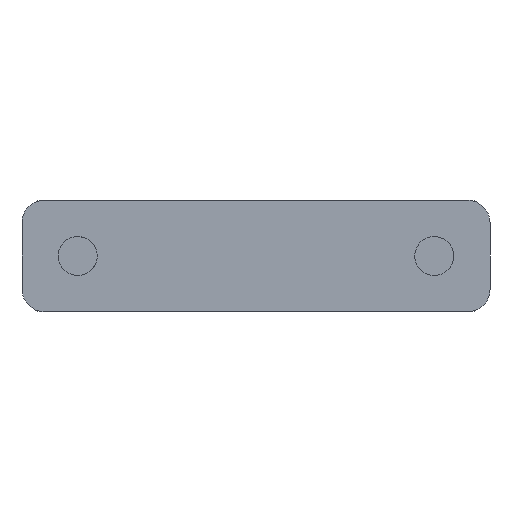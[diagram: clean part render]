
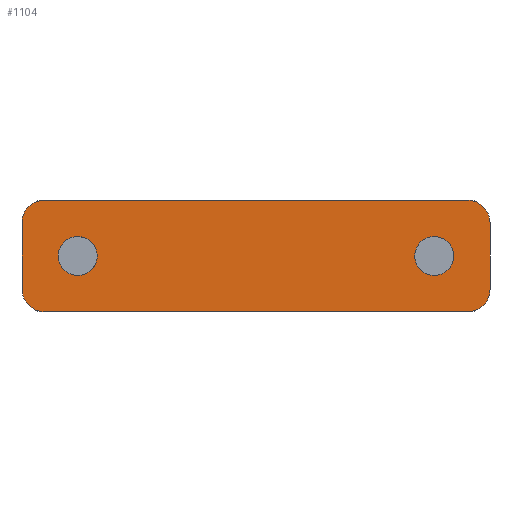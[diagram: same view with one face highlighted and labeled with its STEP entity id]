
A CAD part, front view. The second image highlights one B-rep face of the part: STEP entity #1104.
In plain terms, the highlighted free-form (B-spline) face has degree [1, 1] with [2, 2] control points.
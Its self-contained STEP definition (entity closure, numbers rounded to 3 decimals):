
#391=CARTESIAN_POINT('',(14.253,-32.096,0.107));
#392=VERTEX_POINT('',#391);
#398=CARTESIAN_POINT('',(16.0,-32.096,1.75));
#399=VERTEX_POINT('',#398);
#400=CARTESIAN_POINT('',(16.0,-32.096,1.75));
#401=CARTESIAN_POINT('',(14.354,-32.096,1.75));
#402=CARTESIAN_POINT('',(14.253,-32.096,0.107));
#410=(BOUNDED_CURVE()B_SPLINE_CURVE(2,(#400,#401,#402),.UNSPECIFIED.,.F.,.U.)B_SPLINE_CURVE_WITH_KNOTS((3,3),(0.5,0.739),.UNSPECIFIED.)CURVE()GEOMETRIC_REPRESENTATION_ITEM()RATIONAL_B_SPLINE_CURVE((1.0,0.72,0.976))REPRESENTATION_ITEM(''));
#411=EDGE_CURVE('',#399,#392,#410,.T.);
#413=CARTESIAN_POINT('',(16.615,-32.096,1.638));
#414=VERTEX_POINT('',#413);
#415=CARTESIAN_POINT('',(16.615,-32.096,1.638));
#416=CARTESIAN_POINT('',(16.318,-32.096,1.75));
#417=CARTESIAN_POINT('',(16.0,-32.096,1.75));
#425=(BOUNDED_CURVE()B_SPLINE_CURVE(2,(#415,#416,#417),.UNSPECIFIED.,.F.,.U.)B_SPLINE_CURVE_WITH_KNOTS((3,3),(0.44,0.5),.UNSPECIFIED.)CURVE()GEOMETRIC_REPRESENTATION_ITEM()RATIONAL_B_SPLINE_CURVE((0.893,0.93,1.0))REPRESENTATION_ITEM(''));
#426=EDGE_CURVE('',#414,#399,#425,.T.);
#476=CARTESIAN_POINT('',(16.0,-32.096,-1.75));
#477=VERTEX_POINT('',#476);
#478=CARTESIAN_POINT('',(16.0,-32.096,-1.75));
#479=CARTESIAN_POINT('',(17.75,-32.096,-1.75));
#480=CARTESIAN_POINT('',(17.75,-32.096,0.));
#481=CARTESIAN_POINT('',(17.75,-32.096,1.212));
#482=CARTESIAN_POINT('',(16.615,-32.096,1.638));
#490=(BOUNDED_CURVE()B_SPLINE_CURVE(2,(#478,#479,#480,#481,#482),.UNSPECIFIED.,.F.,.U.)B_SPLINE_CURVE_WITH_KNOTS((3,2,3),(0.0,0.25,0.44),.UNSPECIFIED.)CURVE()GEOMETRIC_REPRESENTATION_ITEM()RATIONAL_B_SPLINE_CURVE((1.0,0.707,1.0,0.777,0.893))REPRESENTATION_ITEM(''));
#491=EDGE_CURVE('',#477,#414,#490,.T.);
#493=CARTESIAN_POINT('',(14.253,-32.096,0.107));
#494=CARTESIAN_POINT('',(14.25,-32.096,0.053));
#495=CARTESIAN_POINT('',(14.25,-32.096,0.));
#496=CARTESIAN_POINT('',(14.25,-32.096,-1.75));
#497=CARTESIAN_POINT('',(16.0,-32.096,-1.75));
#505=(BOUNDED_CURVE()B_SPLINE_CURVE(2,(#493,#494,#495,#496,#497),.UNSPECIFIED.,.F.,.U.)B_SPLINE_CURVE_WITH_KNOTS((3,2,3),(0.739,0.75,1.0),.UNSPECIFIED.)CURVE()GEOMETRIC_REPRESENTATION_ITEM()RATIONAL_B_SPLINE_CURVE((0.976,0.988,1.0,0.707,1.0))REPRESENTATION_ITEM(''));
#506=EDGE_CURVE('',#392,#477,#505,.T.);
#719=CARTESIAN_POINT('',(-17.747,-32.096,0.107));
#720=VERTEX_POINT('',#719);
#726=CARTESIAN_POINT('',(-16.0,-32.096,1.75));
#727=VERTEX_POINT('',#726);
#728=CARTESIAN_POINT('',(-16.0,-32.096,1.75));
#729=CARTESIAN_POINT('',(-17.646,-32.096,1.75));
#730=CARTESIAN_POINT('',(-17.747,-32.096,0.107));
#738=(BOUNDED_CURVE()B_SPLINE_CURVE(2,(#728,#729,#730),.UNSPECIFIED.,.F.,.U.)B_SPLINE_CURVE_WITH_KNOTS((3,3),(0.5,0.739),.UNSPECIFIED.)CURVE()GEOMETRIC_REPRESENTATION_ITEM()RATIONAL_B_SPLINE_CURVE((1.0,0.72,0.976))REPRESENTATION_ITEM(''));
#739=EDGE_CURVE('',#727,#720,#738,.T.);
#741=CARTESIAN_POINT('',(-15.385,-32.096,1.638));
#742=VERTEX_POINT('',#741);
#743=CARTESIAN_POINT('',(-15.385,-32.096,1.638));
#744=CARTESIAN_POINT('',(-15.682,-32.096,1.75));
#745=CARTESIAN_POINT('',(-16.0,-32.096,1.75));
#753=(BOUNDED_CURVE()B_SPLINE_CURVE(2,(#743,#744,#745),.UNSPECIFIED.,.F.,.U.)B_SPLINE_CURVE_WITH_KNOTS((3,3),(0.44,0.5),.UNSPECIFIED.)CURVE()GEOMETRIC_REPRESENTATION_ITEM()RATIONAL_B_SPLINE_CURVE((0.893,0.93,1.0))REPRESENTATION_ITEM(''));
#754=EDGE_CURVE('',#742,#727,#753,.T.);
#804=CARTESIAN_POINT('',(-16.0,-32.096,-1.75));
#805=VERTEX_POINT('',#804);
#806=CARTESIAN_POINT('',(-16.0,-32.096,-1.75));
#807=CARTESIAN_POINT('',(-14.25,-32.096,-1.75));
#808=CARTESIAN_POINT('',(-14.25,-32.096,0.));
#809=CARTESIAN_POINT('',(-14.25,-32.096,1.212));
#810=CARTESIAN_POINT('',(-15.385,-32.096,1.638));
#818=(BOUNDED_CURVE()B_SPLINE_CURVE(2,(#806,#807,#808,#809,#810),.UNSPECIFIED.,.F.,.U.)B_SPLINE_CURVE_WITH_KNOTS((3,2,3),(0.0,0.25,0.44),.UNSPECIFIED.)CURVE()GEOMETRIC_REPRESENTATION_ITEM()RATIONAL_B_SPLINE_CURVE((1.0,0.707,1.0,0.777,0.893))REPRESENTATION_ITEM(''));
#819=EDGE_CURVE('',#805,#742,#818,.T.);
#821=CARTESIAN_POINT('',(-17.747,-32.096,0.107));
#822=CARTESIAN_POINT('',(-17.75,-32.096,0.053));
#823=CARTESIAN_POINT('',(-17.75,-32.096,0.));
#824=CARTESIAN_POINT('',(-17.75,-32.096,-1.75));
#825=CARTESIAN_POINT('',(-16.0,-32.096,-1.75));
#833=(BOUNDED_CURVE()B_SPLINE_CURVE(2,(#821,#822,#823,#824,#825),.UNSPECIFIED.,.F.,.U.)B_SPLINE_CURVE_WITH_KNOTS((3,2,3),(0.739,0.75,1.0),.UNSPECIFIED.)CURVE()GEOMETRIC_REPRESENTATION_ITEM()RATIONAL_B_SPLINE_CURVE((0.976,0.988,1.0,0.707,1.0))REPRESENTATION_ITEM(''));
#834=EDGE_CURVE('',#720,#805,#833,.T.);
#997=CARTESIAN_POINT('',(-23.098,-32.096,5.499));
#998=CARTESIAN_POINT('',(23.098,-32.096,5.499));
#999=CARTESIAN_POINT('',(-23.098,-32.096,-5.5));
#1000=CARTESIAN_POINT('',(23.098,-32.096,-5.5));
#1001=B_SPLINE_SURFACE_WITH_KNOTS('',1,1,((#997,#999),(#998,#1000)),.UNSPECIFIED.,.F.,.F.,.U.,(2,2),(2,2),(0.0,46.196),(0.0,10.999),.UNSPECIFIED.);
#1002=CARTESIAN_POINT('',(21.0,-32.096,-3.0));
#1003=VERTEX_POINT('',#1002);
#1004=CARTESIAN_POINT('',(21.0,-32.096,3.0));
#1005=VERTEX_POINT('',#1004);
#1006=CARTESIAN_POINT('',(21.0,-32.096,-3.0));
#1007=CARTESIAN_POINT('',(21.0,-32.096,3.0));
#1008=QUASI_UNIFORM_CURVE('',1,(#1006,#1007),.UNSPECIFIED.,.F.,.U.);
#1009=EDGE_CURVE('',#1003,#1005,#1008,.T.);
#1010=ORIENTED_EDGE('',*,*,#1009,.F.);
#1011=CARTESIAN_POINT('',(19.0,-32.096,-5.0));
#1012=VERTEX_POINT('',#1011);
#1013=CARTESIAN_POINT('',(19.0,-32.096,-5.0));
#1014=CARTESIAN_POINT('',(21.,-32.096,-5.));
#1015=CARTESIAN_POINT('',(21.0,-32.096,-3.0));
#1023=(BOUNDED_CURVE()B_SPLINE_CURVE(2,(#1013,#1014,#1015),.UNSPECIFIED.,.F.,.U.)CURVE()GEOMETRIC_REPRESENTATION_ITEM()QUASI_UNIFORM_CURVE()RATIONAL_B_SPLINE_CURVE((1.0,0.707,1.0))REPRESENTATION_ITEM(''));
#1024=EDGE_CURVE('',#1012,#1003,#1023,.T.);
#1025=ORIENTED_EDGE('',*,*,#1024,.F.);
#1026=CARTESIAN_POINT('',(-19.,-32.096,-5.));
#1027=VERTEX_POINT('',#1026);
#1028=CARTESIAN_POINT('',(-19.,-32.096,-5.));
#1029=CARTESIAN_POINT('',(19.0,-32.096,-5.0));
#1030=QUASI_UNIFORM_CURVE('',1,(#1028,#1029),.UNSPECIFIED.,.F.,.U.);
#1031=EDGE_CURVE('',#1027,#1012,#1030,.T.);
#1032=ORIENTED_EDGE('',*,*,#1031,.F.);
#1033=CARTESIAN_POINT('',(-21.0,-32.096,-3.0));
#1034=VERTEX_POINT('',#1033);
#1035=CARTESIAN_POINT('',(-21.0,-32.096,-3.0));
#1036=CARTESIAN_POINT('',(-21.0,-32.096,-5.));
#1037=CARTESIAN_POINT('',(-19.,-32.096,-5.));
#1045=(BOUNDED_CURVE()B_SPLINE_CURVE(2,(#1035,#1036,#1037),.UNSPECIFIED.,.F.,.U.)CURVE()GEOMETRIC_REPRESENTATION_ITEM()QUASI_UNIFORM_CURVE()RATIONAL_B_SPLINE_CURVE((1.0,0.707,1.0))REPRESENTATION_ITEM(''));
#1046=EDGE_CURVE('',#1034,#1027,#1045,.T.);
#1047=ORIENTED_EDGE('',*,*,#1046,.F.);
#1048=CARTESIAN_POINT('',(-21.0,-32.096,3.));
#1049=VERTEX_POINT('',#1048);
#1050=CARTESIAN_POINT('',(-21.0,-32.096,3.));
#1051=CARTESIAN_POINT('',(-21.0,-32.096,-3.0));
#1052=QUASI_UNIFORM_CURVE('',1,(#1050,#1051),.UNSPECIFIED.,.F.,.U.);
#1053=EDGE_CURVE('',#1049,#1034,#1052,.T.);
#1054=ORIENTED_EDGE('',*,*,#1053,.F.);
#1055=CARTESIAN_POINT('',(-19.0,-32.096,5.0));
#1056=VERTEX_POINT('',#1055);
#1057=CARTESIAN_POINT('',(-19.0,-32.096,5.0));
#1058=CARTESIAN_POINT('',(-21.,-32.096,5.));
#1059=CARTESIAN_POINT('',(-21.0,-32.096,3.));
#1067=(BOUNDED_CURVE()B_SPLINE_CURVE(2,(#1057,#1058,#1059),.UNSPECIFIED.,.F.,.U.)CURVE()GEOMETRIC_REPRESENTATION_ITEM()QUASI_UNIFORM_CURVE()RATIONAL_B_SPLINE_CURVE((1.0,0.707,1.0))REPRESENTATION_ITEM(''));
#1068=EDGE_CURVE('',#1056,#1049,#1067,.T.);
#1069=ORIENTED_EDGE('',*,*,#1068,.F.);
#1070=CARTESIAN_POINT('',(19.,-32.096,5.0));
#1071=VERTEX_POINT('',#1070);
#1072=CARTESIAN_POINT('',(19.,-32.096,5.0));
#1073=CARTESIAN_POINT('',(-19.0,-32.096,5.0));
#1074=QUASI_UNIFORM_CURVE('',1,(#1072,#1073),.UNSPECIFIED.,.F.,.U.);
#1075=EDGE_CURVE('',#1071,#1056,#1074,.T.);
#1076=ORIENTED_EDGE('',*,*,#1075,.F.);
#1077=CARTESIAN_POINT('',(21.0,-32.096,3.0));
#1078=CARTESIAN_POINT('',(21.,-32.096,5.));
#1079=CARTESIAN_POINT('',(19.,-32.096,5.));
#1087=(BOUNDED_CURVE()B_SPLINE_CURVE(2,(#1077,#1078,#1079),.UNSPECIFIED.,.F.,.U.)CURVE()GEOMETRIC_REPRESENTATION_ITEM()QUASI_UNIFORM_CURVE()RATIONAL_B_SPLINE_CURVE((1.0,0.707,1.0))REPRESENTATION_ITEM(''));
#1088=EDGE_CURVE('',#1005,#1071,#1087,.T.);
#1089=ORIENTED_EDGE('',*,*,#1088,.F.);
#1090=EDGE_LOOP('',(#1010,#1025,#1032,#1047,#1054,#1069,#1076,#1089));
#1091=FACE_OUTER_BOUND('',#1090,.T.);
#1092=ORIENTED_EDGE('',*,*,#739,.T.);
#1093=ORIENTED_EDGE('',*,*,#834,.T.);
#1094=ORIENTED_EDGE('',*,*,#819,.T.);
#1095=ORIENTED_EDGE('',*,*,#754,.T.);
#1096=EDGE_LOOP('',(#1092,#1093,#1094,#1095));
#1097=FACE_BOUND('',#1096,.T.);
#1098=ORIENTED_EDGE('',*,*,#411,.T.);
#1099=ORIENTED_EDGE('',*,*,#506,.T.);
#1100=ORIENTED_EDGE('',*,*,#491,.T.);
#1101=ORIENTED_EDGE('',*,*,#426,.T.);
#1102=EDGE_LOOP('',(#1098,#1099,#1100,#1101));
#1103=FACE_BOUND('',#1102,.T.);
#1104=ADVANCED_FACE('',(#1091,#1097,#1103),#1001,.T.);
